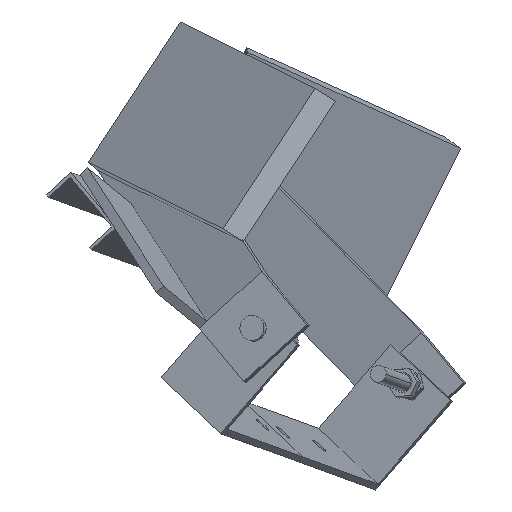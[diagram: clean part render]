
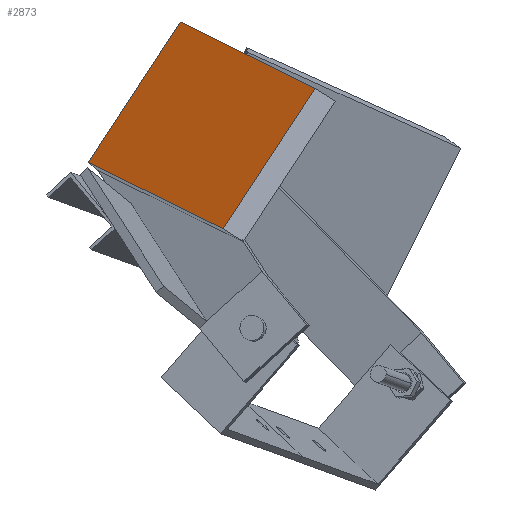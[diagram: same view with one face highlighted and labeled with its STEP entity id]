
A CAD part, left-side view. The second image highlights one B-rep face of the part: STEP entity #2873.
In plain terms, the highlighted face is planar.
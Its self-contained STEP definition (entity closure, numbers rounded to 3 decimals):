
#59 = CARTESIAN_POINT ( 'NONE',  ( 70., 0., 0. ) ) ;
#107 = DIRECTION ( 'NONE',  ( 0., 0., 1. ) ) ;
#116 = EDGE_CURVE ( 'NONE', #2052, #1527, #1563, .T. ) ;
#160 = EDGE_CURVE ( 'NONE', #799, #2052, #1573, .T. ) ;
#190 = CARTESIAN_POINT ( 'NONE',  ( 5., 0., 0. ) ) ;
#277 = ORIENTED_EDGE ( 'NONE', *, *, #116, .F. ) ;
#515 = CARTESIAN_POINT ( 'NONE',  ( 5., -50., 0. ) ) ;
#658 = FACE_OUTER_BOUND ( 'NONE', #1047, .T. ) ;
#709 = PLANE ( 'NONE',  #888 ) ;
#799 = VERTEX_POINT ( 'NONE', #1025 ) ;
#888 = AXIS2_PLACEMENT_3D ( 'NONE', #931, #107, #2125 ) ;
#931 = CARTESIAN_POINT ( 'NONE',  ( 0., 0., 0. ) ) ;
#938 = VECTOR ( 'NONE', #1353, 1000. ) ;
#1024 = DIRECTION ( 'NONE',  ( 0., 1., 0. ) ) ;
#1025 = CARTESIAN_POINT ( 'NONE',  ( 70., -50., 0. ) ) ;
#1047 = EDGE_LOOP ( 'NONE', ( #1128, #1458, #277, #1283 ) ) ;
#1058 = LINE ( 'NONE', #2787, #2480 ) ;
#1082 = LINE ( 'NONE', #2141, #2195 ) ;
#1128 = ORIENTED_EDGE ( 'NONE', *, *, #1557, .F. ) ;
#1283 = ORIENTED_EDGE ( 'NONE', *, *, #160, .F. ) ;
#1342 = VECTOR ( 'NONE', #2464, 1000. ) ;
#1353 = DIRECTION ( 'NONE',  ( 0., 1., 0. ) ) ;
#1458 = ORIENTED_EDGE ( 'NONE', *, *, #2244, .T. ) ;
#1527 = VERTEX_POINT ( 'NONE', #190 ) ;
#1557 = EDGE_CURVE ( 'NONE', #2460, #799, #1082, .T. ) ;
#1563 = LINE ( 'NONE', #2692, #1342 ) ;
#1573 = LINE ( 'NONE', #2475, #938 ) ;
#2052 = VERTEX_POINT ( 'NONE', #59 ) ;
#2125 = DIRECTION ( 'NONE',  ( 1., 0., 0. ) ) ;
#2141 = CARTESIAN_POINT ( 'NONE',  ( 0., -50., 0. ) ) ;
#2195 = VECTOR ( 'NONE', #2877, 1000. ) ;
#2244 = EDGE_CURVE ( 'NONE', #2460, #1527, #1058, .T. ) ;
#2460 = VERTEX_POINT ( 'NONE', #515 ) ;
#2464 = DIRECTION ( 'NONE',  ( -1., 0., 0. ) ) ;
#2475 = CARTESIAN_POINT ( 'NONE',  ( 70., 0., 0. ) ) ;
#2480 = VECTOR ( 'NONE', #1024, 1000. ) ;
#2692 = CARTESIAN_POINT ( 'NONE',  ( 0., 0., 0. ) ) ;
#2787 = CARTESIAN_POINT ( 'NONE',  ( 5., 0., 0. ) ) ;
#2873 = ADVANCED_FACE ( 'NONE', ( #658 ), #709, .F. ) ;
#2877 = DIRECTION ( 'NONE',  ( 1., 0., 0. ) ) ;
